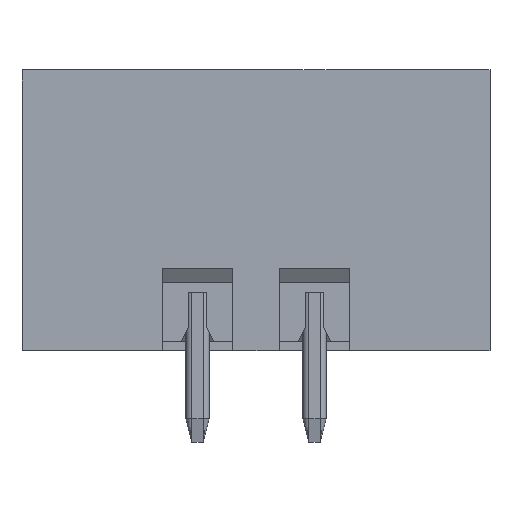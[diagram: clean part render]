
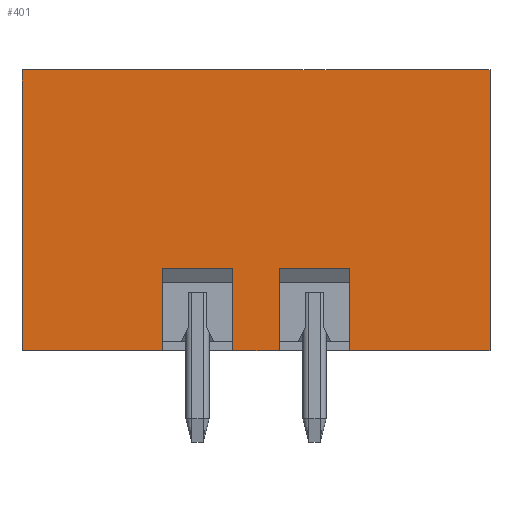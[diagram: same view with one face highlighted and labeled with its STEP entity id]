
A CAD part, front view. The second image highlights one B-rep face of the part: STEP entity #401.
In plain terms, the highlighted planar face has unit normal (0, -1, 0).
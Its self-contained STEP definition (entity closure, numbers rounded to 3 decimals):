
#335=AXIS2_PLACEMENT_3D('Plane Axis2P3D',#332,#333,#334) ;
#131=CARTESIAN_POINT('Vertex',(20.,0.,3.9)) ;
#134=CARTESIAN_POINT('Line Origine',(17.,0.,3.9)) ;
#138=CARTESIAN_POINT('Vertex',(14.,0.,3.9)) ;
#159=CARTESIAN_POINT('Vertex',(11.,0.,3.9)) ;
#162=CARTESIAN_POINT('Line Origine',(10.,0.,3.9)) ;
#166=CARTESIAN_POINT('Vertex',(9.,0.,3.9)) ;
#187=CARTESIAN_POINT('Vertex',(6.,0.,3.9)) ;
#190=CARTESIAN_POINT('Line Origine',(3.,0.,3.9)) ;
#194=CARTESIAN_POINT('Vertex',(0.,0.,3.9)) ;
#287=CARTESIAN_POINT('Vertex',(20.,0.,15.9)) ;
#290=CARTESIAN_POINT('Line Origine',(20.,0.,9.9)) ;
#332=CARTESIAN_POINT('Axis2P3D Location',(26.1,0.,3.9)) ;
#337=CARTESIAN_POINT('Line Origine',(6.,0.,5.65)) ;
#341=CARTESIAN_POINT('Vertex',(6.,0.,7.4)) ;
#344=CARTESIAN_POINT('Line Origine',(7.5,0.,7.4)) ;
#348=CARTESIAN_POINT('Vertex',(9.,0.,7.4)) ;
#351=CARTESIAN_POINT('Line Origine',(9.,0.,5.65)) ;
#356=CARTESIAN_POINT('Line Origine',(11.,0.,5.65)) ;
#360=CARTESIAN_POINT('Vertex',(11.,0.,7.4)) ;
#363=CARTESIAN_POINT('Line Origine',(12.5,0.,7.4)) ;
#367=CARTESIAN_POINT('Vertex',(14.,0.,7.4)) ;
#370=CARTESIAN_POINT('Line Origine',(14.,0.,5.65)) ;
#375=CARTESIAN_POINT('Line Origine',(10.,0.,15.9)) ;
#379=CARTESIAN_POINT('Vertex',(0.,0.,15.9)) ;
#382=CARTESIAN_POINT('Line Origine',(0.,0.,9.9)) ;
#135=DIRECTION('Vector Direction',(-1.,0.,0.)) ;
#163=DIRECTION('Vector Direction',(-1.,0.,0.)) ;
#191=DIRECTION('Vector Direction',(-1.,0.,0.)) ;
#291=DIRECTION('Vector Direction',(0.,0.,-1.)) ;
#333=DIRECTION('Axis2P3D Direction',(-0.,1.,0.)) ;
#334=DIRECTION('Axis2P3D XDirection',(0.,0.,1.)) ;
#338=DIRECTION('Vector Direction',(0.,0.,-1.)) ;
#345=DIRECTION('Vector Direction',(1.,0.,0.)) ;
#352=DIRECTION('Vector Direction',(0.,0.,-1.)) ;
#357=DIRECTION('Vector Direction',(0.,0.,-1.)) ;
#364=DIRECTION('Vector Direction',(1.,0.,0.)) ;
#371=DIRECTION('Vector Direction',(0.,0.,-1.)) ;
#376=DIRECTION('Vector Direction',(-1.,0.,0.)) ;
#383=DIRECTION('Vector Direction',(0.,0.,1.)) ;
#136=VECTOR('Line Direction',#135,1.) ;
#164=VECTOR('Line Direction',#163,1.) ;
#192=VECTOR('Line Direction',#191,1.) ;
#292=VECTOR('Line Direction',#291,1.) ;
#339=VECTOR('Line Direction',#338,1.) ;
#346=VECTOR('Line Direction',#345,1.) ;
#353=VECTOR('Line Direction',#352,1.) ;
#358=VECTOR('Line Direction',#357,1.) ;
#365=VECTOR('Line Direction',#364,1.) ;
#372=VECTOR('Line Direction',#371,1.) ;
#377=VECTOR('Line Direction',#376,1.) ;
#384=VECTOR('Line Direction',#383,1.) ;
#388=ORIENTED_EDGE('',*,*,#196,.F.) ;
#389=ORIENTED_EDGE('',*,*,#343,.F.) ;
#390=ORIENTED_EDGE('',*,*,#350,.T.) ;
#391=ORIENTED_EDGE('',*,*,#355,.T.) ;
#392=ORIENTED_EDGE('',*,*,#168,.F.) ;
#393=ORIENTED_EDGE('',*,*,#362,.F.) ;
#394=ORIENTED_EDGE('',*,*,#369,.T.) ;
#395=ORIENTED_EDGE('',*,*,#374,.T.) ;
#396=ORIENTED_EDGE('',*,*,#140,.F.) ;
#397=ORIENTED_EDGE('',*,*,#294,.F.) ;
#398=ORIENTED_EDGE('',*,*,#381,.T.) ;
#399=ORIENTED_EDGE('',*,*,#386,.F.) ;
#401=ADVANCED_FACE('housing',(#400),#336,.F.) ;
#140=EDGE_CURVE('',#132,#139,#137,.T.) ;
#168=EDGE_CURVE('',#160,#167,#165,.T.) ;
#196=EDGE_CURVE('',#188,#195,#193,.T.) ;
#294=EDGE_CURVE('',#288,#132,#293,.T.) ;
#343=EDGE_CURVE('',#342,#188,#340,.T.) ;
#350=EDGE_CURVE('',#342,#349,#347,.T.) ;
#355=EDGE_CURVE('',#349,#167,#354,.T.) ;
#362=EDGE_CURVE('',#361,#160,#359,.T.) ;
#369=EDGE_CURVE('',#361,#368,#366,.T.) ;
#374=EDGE_CURVE('',#368,#139,#373,.T.) ;
#381=EDGE_CURVE('',#288,#380,#378,.T.) ;
#386=EDGE_CURVE('',#195,#380,#385,.T.) ;
#387=EDGE_LOOP('',(#388,#389,#390,#391,#392,#393,#394,#395,#396,#397,#398,#399)) ;
#400=FACE_OUTER_BOUND('',#387,.T.) ;
#137=LINE('Line',#134,#136) ;
#165=LINE('Line',#162,#164) ;
#193=LINE('Line',#190,#192) ;
#293=LINE('Line',#290,#292) ;
#340=LINE('Line',#337,#339) ;
#347=LINE('Line',#344,#346) ;
#354=LINE('Line',#351,#353) ;
#359=LINE('Line',#356,#358) ;
#366=LINE('Line',#363,#365) ;
#373=LINE('Line',#370,#372) ;
#378=LINE('Line',#375,#377) ;
#385=LINE('Line',#382,#384) ;
#336=PLANE('',#335) ;
#132=VERTEX_POINT('',#131) ;
#139=VERTEX_POINT('',#138) ;
#160=VERTEX_POINT('',#159) ;
#167=VERTEX_POINT('',#166) ;
#188=VERTEX_POINT('',#187) ;
#195=VERTEX_POINT('',#194) ;
#288=VERTEX_POINT('',#287) ;
#342=VERTEX_POINT('',#341) ;
#349=VERTEX_POINT('',#348) ;
#361=VERTEX_POINT('',#360) ;
#368=VERTEX_POINT('',#367) ;
#380=VERTEX_POINT('',#379) ;
